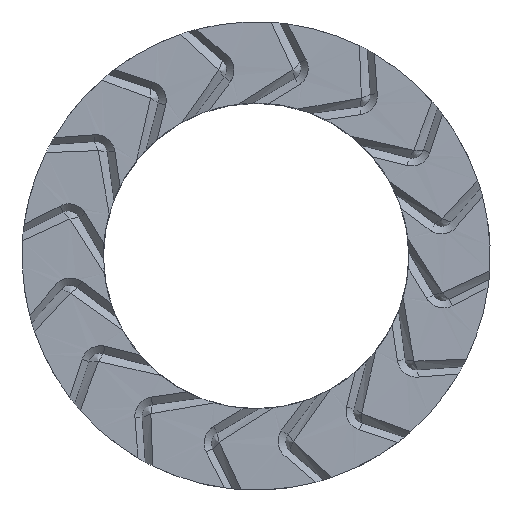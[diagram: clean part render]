
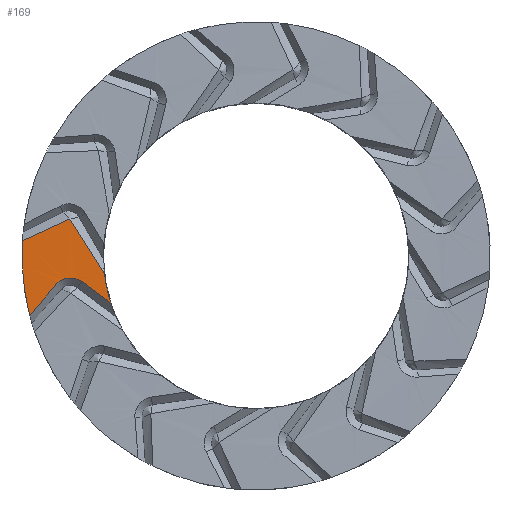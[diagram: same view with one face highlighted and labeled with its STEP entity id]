
A CAD part, top view. The second image highlights one B-rep face of the part: STEP entity #169.
In plain terms, the highlighted planar face has unit normal (0, 0, 1).
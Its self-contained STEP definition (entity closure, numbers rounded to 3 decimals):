
#169 = ADVANCED_FACE( '', ( #431 ), #432, .T. );
#431 = FACE_OUTER_BOUND( '', #797, .T. );
#432 = PLANE( '', #798 );
#797 = EDGE_LOOP( '', ( #1606, #1607, #1608, #1609, #1610, #1611, #1612, #1613 ) );
#798 = AXIS2_PLACEMENT_3D( '', #1614, #1615, #1616 );
#1606 = ORIENTED_EDGE( '', *, *, #2538, .F. );
#1607 = ORIENTED_EDGE( '', *, *, #2539, .F. );
#1608 = ORIENTED_EDGE( '', *, *, #2540, .F. );
#1609 = ORIENTED_EDGE( '', *, *, #2541, .F. );
#1610 = ORIENTED_EDGE( '', *, *, #2542, .T. );
#1611 = ORIENTED_EDGE( '', *, *, #2543, .T. );
#1612 = ORIENTED_EDGE( '', *, *, #2544, .F. );
#1613 = ORIENTED_EDGE( '', *, *, #2545, .F. );
#1614 = CARTESIAN_POINT( '', ( 0., 0., 0. ) );
#1615 = DIRECTION( '', ( 0., 0., 1. ) );
#1616 = DIRECTION( '', ( 1., 0., 0. ) );
#2538 = EDGE_CURVE( '', #3030, #3031, #3032, .F. );
#2539 = EDGE_CURVE( '', #3033, #3030, #3034, .F. );
#2540 = EDGE_CURVE( '', #3035, #3033, #3036, .F. );
#2541 = EDGE_CURVE( '', #3037, #3035, #3038, .F. );
#2542 = EDGE_CURVE( '', #3037, #3039, #3040, .F. );
#2543 = EDGE_CURVE( '', #3039, #3041, #3042, .F. );
#2544 = EDGE_CURVE( '', #3043, #3041, #3044, .T. );
#2545 = EDGE_CURVE( '', #3031, #3043, #3045, .F. );
#3030 = VERTEX_POINT( '', #3721 );
#3031 = VERTEX_POINT( '', #3722 );
#3032 = CIRCLE( '', #3723, 4.86 );
#3033 = VERTEX_POINT( '', #3724 );
#3034 = LINE( '', #3725, #3726 );
#3035 = VERTEX_POINT( '', #3727 );
#3036 = B_SPLINE_CURVE_WITH_KNOTS( '', 3, ( #3728, #3729, #3730, #3731 ), .UNSPECIFIED., .F., .F., ( 4, 4 ), ( 0., 0.293 ), .UNSPECIFIED. );
#3037 = VERTEX_POINT( '', #3732 );
#3038 = B_SPLINE_CURVE_WITH_KNOTS( '', 3, ( #3733, #3734, #3735, #3736 ), .UNSPECIFIED., .F., .F., ( 4, 4 ), ( 0.293, 1. ), .UNSPECIFIED. );
#3039 = VERTEX_POINT( '', #3737 );
#3040 = LINE( '', #3738, #3739 );
#3041 = VERTEX_POINT( '', #3740 );
#3042 = CIRCLE( '', #3741, 3.17 );
#3043 = VERTEX_POINT( '', #3742 );
#3044 = LINE( '', #3743, #3744 );
#3045 = B_SPLINE_CURVE_WITH_KNOTS( '', 1, ( #3745, #3746 ), .UNSPECIFIED., .F., .F., ( 2, 2 ), ( 0., 1. ), .UNSPECIFIED. );
#3721 = CARTESIAN_POINT( '', ( -4.701, -1.234, 0. ) );
#3722 = CARTESIAN_POINT( '', ( -4.85, 0.313, 0. ) );
#3723 = AXIS2_PLACEMENT_3D( '', #4503, #4504, #4505 );
#3724 = CARTESIAN_POINT( '', ( -4.156, -0.6, 0.003 ) );
#3725 = CARTESIAN_POINT( '', ( -2.071, 1.797, 0. ) );
#3726 = VECTOR( '', #4506, 1000. );
#3727 = CARTESIAN_POINT( '', ( -4.015, -0.493, 0.001 ) );
#3728 = CARTESIAN_POINT( '', ( -4.154, -0.596, 0.005 ) );
#3729 = CARTESIAN_POINT( '', ( -4.116, -0.551, 0.004 ) );
#3730 = CARTESIAN_POINT( '', ( -4.068, -0.516, 0.002 ) );
#3731 = CARTESIAN_POINT( '', ( -4.015, -0.493, 0.001 ) );
#3732 = CARTESIAN_POINT( '', ( -3.611, -0.536, -0.004 ) );
#3733 = CARTESIAN_POINT( '', ( -4.015, -0.493, 0.001 ) );
#3734 = CARTESIAN_POINT( '', ( -3.888, -0.437, -0.003 ) );
#3735 = CARTESIAN_POINT( '', ( -3.73, -0.448, -0.007 ) );
#3736 = CARTESIAN_POINT( '', ( -3.617, -0.535, -0.009 ) );
#3737 = CARTESIAN_POINT( '', ( -3.015, -0.978, 0. ) );
#3738 = CARTESIAN_POINT( '', ( -3.604, -0.532, 0. ) );
#3739 = VECTOR( '', #4507, 1000. );
#3740 = CARTESIAN_POINT( '', ( -3.149, -0.367, 0. ) );
#3741 = AXIS2_PLACEMENT_3D( '', #4508, #4509, #4510 );
#3742 = CARTESIAN_POINT( '', ( -3.864, 0.765, 0.001 ) );
#3743 = CARTESIAN_POINT( '', ( -2.506, -1.466, 0. ) );
#3744 = VECTOR( '', #4511, 1000. );
#3745 = CARTESIAN_POINT( '', ( -3.932, 0.771, -0.004 ) );
#3746 = CARTESIAN_POINT( '', ( -4.841, 0.316, -0.004 ) );
#4503 = CARTESIAN_POINT( '', ( 0., 0., 0. ) );
#4504 = DIRECTION( '', ( 0., 0., 1. ) );
#4505 = DIRECTION( '', ( 1., 0., 0. ) );
#4506 = DIRECTION( '', ( 0.655, 0.755, 0. ) );
#4507 = DIRECTION( '', ( -0.797, 0.604, 0. ) );
#4508 = CARTESIAN_POINT( '', ( 0., 0., 0. ) );
#4509 = DIRECTION( '', ( 0., 0., 1. ) );
#4510 = DIRECTION( '', ( 1., 0., 0. ) );
#4511 = DIRECTION( '', ( 0.505, -0.863, 0. ) );
